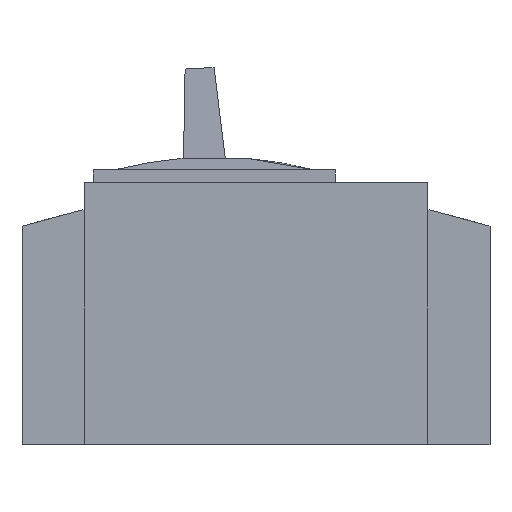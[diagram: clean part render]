
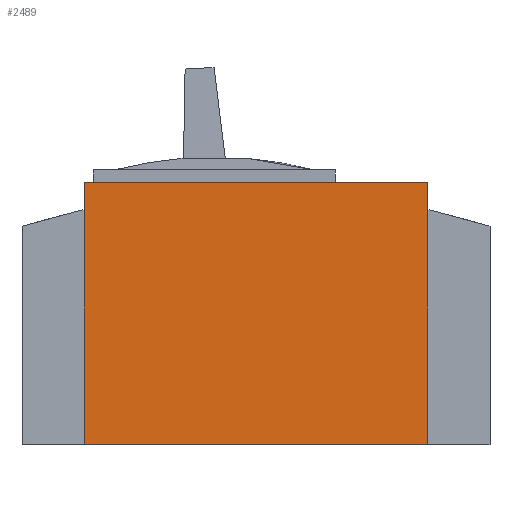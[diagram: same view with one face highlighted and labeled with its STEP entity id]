
A CAD part, left-side view. The second image highlights one B-rep face of the part: STEP entity #2489.
In plain terms, the highlighted planar face has unit normal (-1, 0, 0).
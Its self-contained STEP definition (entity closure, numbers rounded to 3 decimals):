
#198=ORIENTED_EDGE('',*,*,#841,.F.);
#199=ORIENTED_EDGE('',*,*,#866,.F.);
#200=ORIENTED_EDGE('',*,*,#863,.F.);
#201=ORIENTED_EDGE('',*,*,#820,.F.);
#820=EDGE_CURVE('',#1159,#1153,#1394,.T.);
#841=EDGE_CURVE('',#1180,#1159,#1415,.T.);
#863=EDGE_CURVE('',#1153,#1200,#1437,.T.);
#866=EDGE_CURVE('',#1200,#1180,#1440,.T.);
#1153=VERTEX_POINT('',#3580);
#1159=VERTEX_POINT('',#3592);
#1180=VERTEX_POINT('',#3636);
#1200=VERTEX_POINT('',#3679);
#1394=LINE('',#3593,#1682);
#1415=LINE('',#3635,#1703);
#1437=LINE('',#3678,#1725);
#1440=LINE('',#3684,#1728);
#1682=VECTOR('',#2898,1000.);
#1703=VECTOR('',#2921,1000.);
#1725=VECTOR('',#2945,1000.);
#1728=VECTOR('',#2950,1000.);
#1963=EDGE_LOOP('',(#198,#199,#200,#201));
#2173=FACE_BOUND('',#1963,.T.);
#2372=PLANE('',#2671);
#2489=ADVANCED_FACE('',(#2173),#2372,.F.);
#2671=AXIS2_PLACEMENT_3D('',#3687,#2954,#2955);
#2898=DIRECTION('',(0.,-1.,0.));
#2921=DIRECTION('',(0.,0.,1.));
#2945=DIRECTION('',(0.,0.,-1.));
#2950=DIRECTION('',(0.,1.,0.));
#2954=DIRECTION('',(1.,0.,0.));
#2955=DIRECTION('',(0.,0.,-1.));
#3580=CARTESIAN_POINT('',(0.,-67.5,103.));
#3592=CARTESIAN_POINT('',(0.,67.5,103.));
#3593=CARTESIAN_POINT('',(0.,67.5,103.));
#3635=CARTESIAN_POINT('',(0.,67.5,0.));
#3636=CARTESIAN_POINT('',(0.,67.5,0.));
#3678=CARTESIAN_POINT('',(0.,-67.5,103.));
#3679=CARTESIAN_POINT('',(0.,-67.5,0.));
#3684=CARTESIAN_POINT('',(0.,-67.5,0.));
#3687=CARTESIAN_POINT('',(0.,0.,0.));
